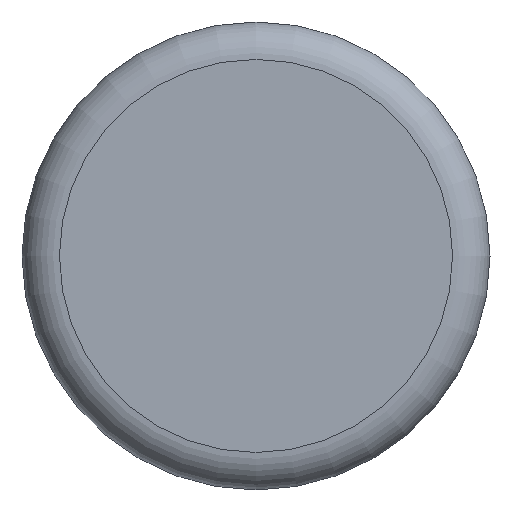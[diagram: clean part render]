
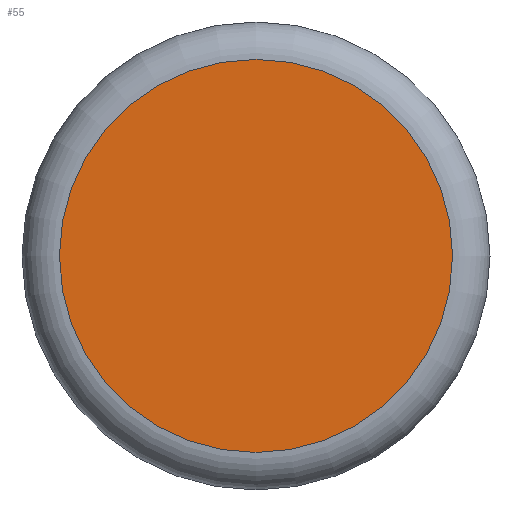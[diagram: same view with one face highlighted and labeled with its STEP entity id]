
A CAD part, top view. The second image highlights one B-rep face of the part: STEP entity #55.
In plain terms, the highlighted planar face has unit normal (0, 0, 1).
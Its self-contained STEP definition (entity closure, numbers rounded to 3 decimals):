
#55 = ADVANCED_FACE( '', ( #117 ), #118, .F. );
#117 = FACE_OUTER_BOUND( '', #183, .T. );
#118 = PLANE( '', #184 );
#183 = EDGE_LOOP( '', ( #259 ) );
#184 = AXIS2_PLACEMENT_3D( '', #260, #261, #262 );
#259 = ORIENTED_EDGE( '', *, *, #308, .T. );
#260 = CARTESIAN_POINT( '', ( 12.5, 0., 32.5 ) );
#261 = DIRECTION( '', ( 0., 0., -1. ) );
#262 = DIRECTION( '', ( -1., 0., 0. ) );
#308 = EDGE_CURVE( '', #342, #342, #343, .F. );
#342 = VERTEX_POINT( '', #385 );
#343 = CIRCLE( '', #386, 10.492 );
#385 = CARTESIAN_POINT( '', ( -10.492, 0., 32.5 ) );
#386 = AXIS2_PLACEMENT_3D( '', #429, #430, #431 );
#429 = CARTESIAN_POINT( '', ( 0., 0., 32.5 ) );
#430 = DIRECTION( '', ( 0., 0., -1. ) );
#431 = DIRECTION( '', ( -1., 0., 0. ) );
